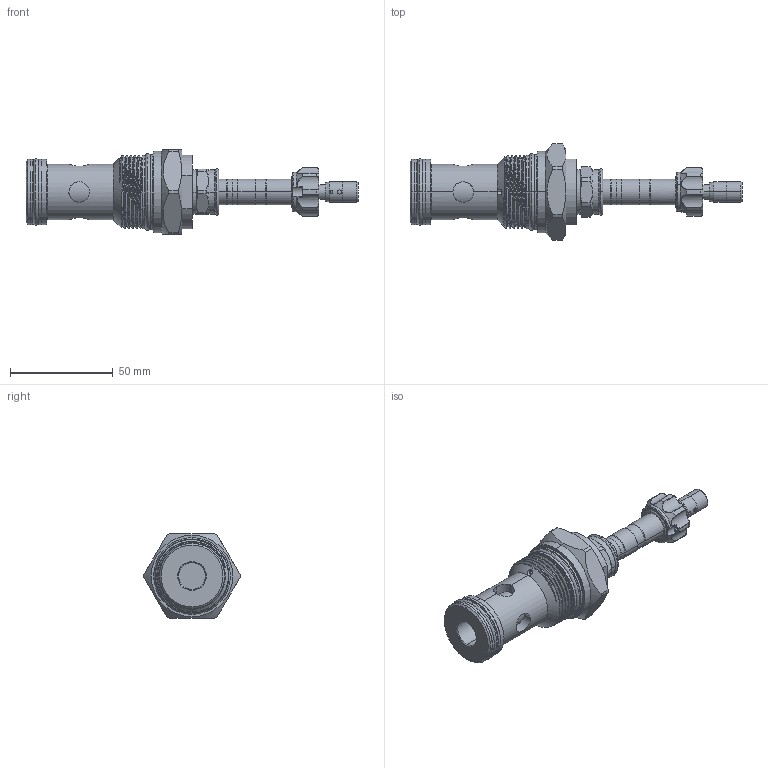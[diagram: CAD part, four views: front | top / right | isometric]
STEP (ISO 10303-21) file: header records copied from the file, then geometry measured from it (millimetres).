
FILE_DESCRIPTION (( 'STEP AP203' ), '1' );
FILE_NAME ('EP16A2A04T95.STEP', '2020-04-16T02:00:24', ( '' ), ( '' ), 'SwSTEP 2.0', 'SolidWorks 2018', '' );
FILE_SCHEMA (( 'CONFIG_CONTROL_DESIGN' ));
Length unit declared in the file: millimetre
Products named in the file (1): EP16A2A04T95
Bounding box: 161.65 x 46.8 x 41.2 mm (x, y, z)
Volume: 80212.8 mm3; surface area: 22186.5 mm2
Topology: 6 solids, 6 shells, 391 faces, 947 edges, 588 vertices
Faces by surface type: cylinder 173, plane 69, cone 57, torus 51, bspline 41
Entity records: 17101 total; most frequent: CARTESIAN_POINT 8245, ORIENTED_EDGE 1890, DIRECTION 1793, EDGE_CURVE 945, AXIS2_PLACEMENT_3D 753, VERTEX_POINT 588, EDGE_LOOP 425, CIRCLE 402
